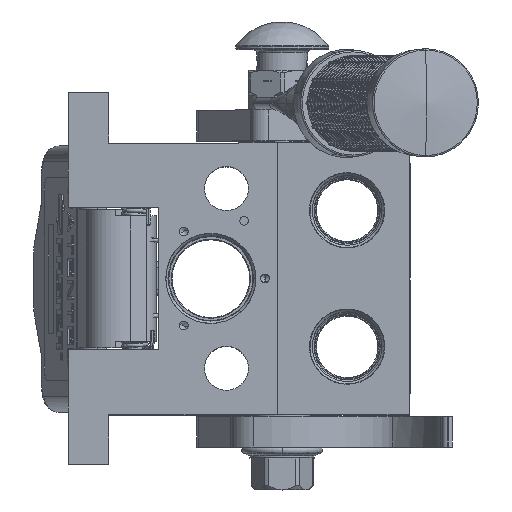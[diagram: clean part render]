
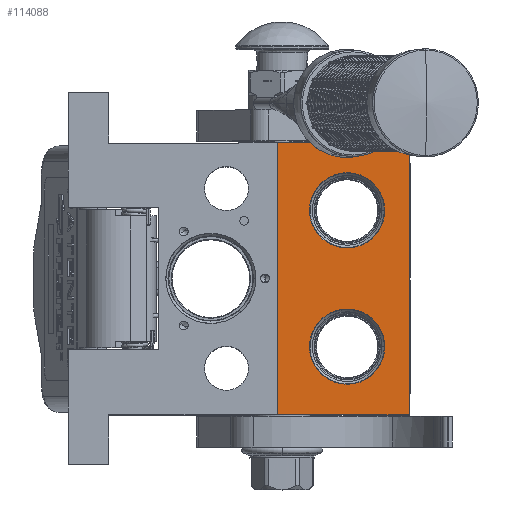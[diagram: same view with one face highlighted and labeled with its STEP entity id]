
A CAD part, top view. The second image highlights one B-rep face of the part: STEP entity #114088.
In plain terms, the highlighted face is planar.
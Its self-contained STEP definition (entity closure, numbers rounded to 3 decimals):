
#203 = DIRECTION ( 'NONE',  ( 0., 0., 1. ) ) ;
#2136 = CARTESIAN_POINT ( 'NONE',  ( -22., 8.9, -20. ) ) ;
#2242 = DIRECTION ( 'NONE',  ( 0., -1., 0. ) ) ;
#2944 = EDGE_CURVE ( 'NONE', #139989, #92673, #117886, .T. ) ;
#3280 = AXIS2_PLACEMENT_3D ( 'NONE', #120521, #107951, #55898 ) ;
#5482 = EDGE_LOOP ( 'NONE', ( #134884, #25052 ) ) ;
#6399 = LINE ( 'NONE', #59782, #59683 ) ;
#7304 = DIRECTION ( 'NONE',  ( 0., 0., -1. ) ) ;
#8473 = DIRECTION ( 'NONE',  ( 1., 0., 0. ) ) ;
#12292 = DIRECTION ( 'NONE',  ( 0., 0., -1. ) ) ;
#16850 = EDGE_CURVE ( 'NONE', #69724, #151808, #32036, .T. ) ;
#25052 = ORIENTED_EDGE ( 'NONE', *, *, #16850, .F. ) ;
#26183 = VERTEX_POINT ( 'NONE', #161728 ) ;
#29244 = CIRCLE ( 'NONE', #150723, 12.15 ) ;
#32036 = CIRCLE ( 'NONE', #3280, 12.15 ) ;
#32286 = CARTESIAN_POINT ( 'NONE',  ( 44., 8.9, -42.5 ) ) ;
#34769 = ORIENTED_EDGE ( 'NONE', *, *, #77370, .T. ) ;
#40151 = LINE ( 'NONE', #64407, #46291 ) ;
#41688 = LINE ( 'NONE', #93918, #109248 ) ;
#42256 = CIRCLE ( 'NONE', #139948, 12.15 ) ;
#46291 = VECTOR ( 'NONE', #12292, 1000. ) ;
#55898 = DIRECTION ( 'NONE',  ( 0., 0., 1. ) ) ;
#56092 = EDGE_CURVE ( 'NONE', #135321, #143110, #40151, .T. ) ;
#59683 = VECTOR ( 'NONE', #125528, 1000. ) ;
#59782 = CARTESIAN_POINT ( 'NONE',  ( -44., 8.9, -42.5 ) ) ;
#64407 = CARTESIAN_POINT ( 'NONE',  ( -44., 8.9, 0. ) ) ;
#68274 = EDGE_LOOP ( 'NONE', ( #84018, #86636 ) ) ;
#69633 = CARTESIAN_POINT ( 'NONE',  ( -22., 8.9, -7.85 ) ) ;
#69724 = VERTEX_POINT ( 'NONE', #160046 ) ;
#72104 = FACE_BOUND ( 'NONE', #5482, .T. ) ;
#75964 = EDGE_CURVE ( 'NONE', #135321, #26183, #41688, .T. ) ;
#76381 = CARTESIAN_POINT ( 'NONE',  ( 22., 8.9, -32.15 ) ) ;
#77370 = EDGE_CURVE ( 'NONE', #143110, #143291, #6399, .T. ) ;
#80426 = ORIENTED_EDGE ( 'NONE', *, *, #56092, .T. ) ;
#80606 = LINE ( 'NONE', #92296, #148206 ) ;
#84018 = ORIENTED_EDGE ( 'NONE', *, *, #100893, .F. ) ;
#84614 = EDGE_CURVE ( 'NONE', #151808, #69724, #29244, .T. ) ;
#86636 = ORIENTED_EDGE ( 'NONE', *, *, #2944, .F. ) ;
#92296 = CARTESIAN_POINT ( 'NONE',  ( 44., 8.9, 0. ) ) ;
#92673 = VERTEX_POINT ( 'NONE', #112371 ) ;
#92831 = DIRECTION ( 'NONE',  ( 0., -1., 0. ) ) ;
#93918 = CARTESIAN_POINT ( 'NONE',  ( -44., 8.9, 0. ) ) ;
#95974 = CARTESIAN_POINT ( 'NONE',  ( -44., 8.9, 0. ) ) ;
#96180 = ORIENTED_EDGE ( 'NONE', *, *, #153725, .F. ) ;
#99501 = CARTESIAN_POINT ( 'NONE',  ( 0., 8.9, 0. ) ) ;
#100893 = EDGE_CURVE ( 'NONE', #92673, #139989, #42256, .T. ) ;
#104978 = FACE_OUTER_BOUND ( 'NONE', #138855, .T. ) ;
#107951 = DIRECTION ( 'NONE',  ( 0., -1., 0. ) ) ;
#109055 = FACE_BOUND ( 'NONE', #68274, .T. ) ;
#109248 = VECTOR ( 'NONE', #145949, 1000. ) ;
#112371 = CARTESIAN_POINT ( 'NONE',  ( -22., 8.9, -32.15 ) ) ;
#114088 = ADVANCED_FACE ( 'NONE', ( #72104, #109055, #104978 ), #139515, .T. ) ;
#117886 = CIRCLE ( 'NONE', #150151, 12.15 ) ;
#120521 = CARTESIAN_POINT ( 'NONE',  ( 22., 8.9, -20. ) ) ;
#124538 = DIRECTION ( 'NONE',  ( 0., -1., 0. ) ) ;
#125528 = DIRECTION ( 'NONE',  ( 1., 0., 0. ) ) ;
#128166 = ORIENTED_EDGE ( 'NONE', *, *, #75964, .F. ) ;
#130170 = CARTESIAN_POINT ( 'NONE',  ( -44., 8.9, -42.5 ) ) ;
#130688 = CARTESIAN_POINT ( 'NONE',  ( -22., 8.9, -20. ) ) ;
#133858 = CARTESIAN_POINT ( 'NONE',  ( 22., 8.9, -20. ) ) ;
#134884 = ORIENTED_EDGE ( 'NONE', *, *, #84614, .F. ) ;
#135321 = VERTEX_POINT ( 'NONE', #95974 ) ;
#138855 = EDGE_LOOP ( 'NONE', ( #80426, #34769, #96180, #128166 ) ) ;
#139515 = PLANE ( 'NONE',  #144726 ) ;
#139948 = AXIS2_PLACEMENT_3D ( 'NONE', #2136, #124538, #150274 ) ;
#139989 = VERTEX_POINT ( 'NONE', #69633 ) ;
#143110 = VERTEX_POINT ( 'NONE', #130170 ) ;
#143291 = VERTEX_POINT ( 'NONE', #32286 ) ;
#144726 = AXIS2_PLACEMENT_3D ( 'NONE', #99501, #164628, #8473 ) ;
#145815 = DIRECTION ( 'NONE',  ( 0., 0., -1. ) ) ;
#145949 = DIRECTION ( 'NONE',  ( 1., 0., 0. ) ) ;
#148206 = VECTOR ( 'NONE', #7304, 1000. ) ;
#150151 = AXIS2_PLACEMENT_3D ( 'NONE', #130688, #92831, #203 ) ;
#150274 = DIRECTION ( 'NONE',  ( 0., 0., -1. ) ) ;
#150723 = AXIS2_PLACEMENT_3D ( 'NONE', #133858, #2242, #145815 ) ;
#151808 = VERTEX_POINT ( 'NONE', #76381 ) ;
#153725 = EDGE_CURVE ( 'NONE', #26183, #143291, #80606, .T. ) ;
#160046 = CARTESIAN_POINT ( 'NONE',  ( 22., 8.9, -7.85 ) ) ;
#161728 = CARTESIAN_POINT ( 'NONE',  ( 44., 8.9, 0. ) ) ;
#164628 = DIRECTION ( 'NONE',  ( 0., -1., 0. ) ) ;
